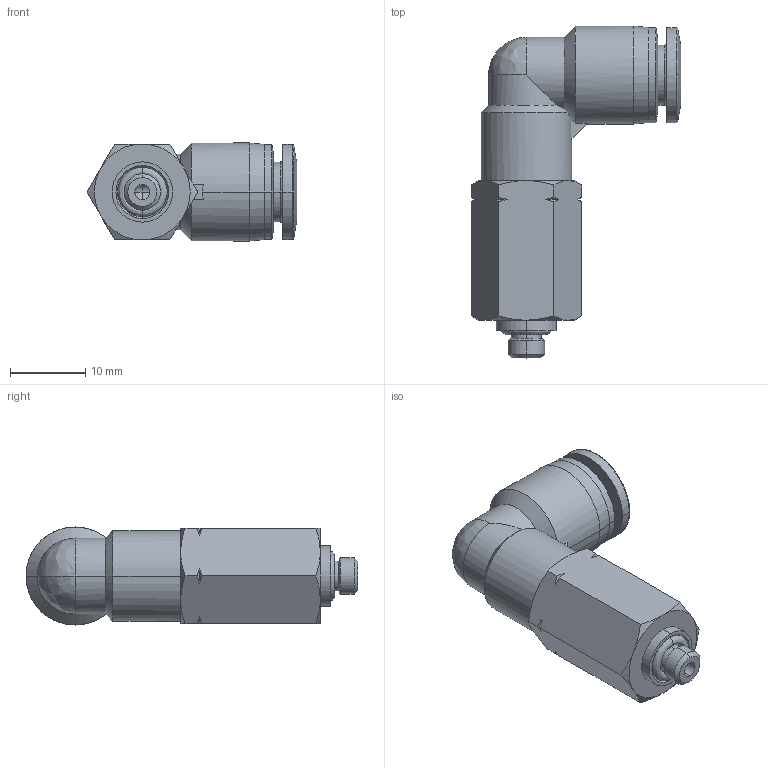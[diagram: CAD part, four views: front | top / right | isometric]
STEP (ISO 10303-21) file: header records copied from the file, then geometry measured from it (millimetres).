
FILE_DESCRIPTION (( 'STEP AP214' ), '1' );
FILE_NAME ('MEL14-10N.step', '2016-02-24T20:42:33', ( '' ), ( '' ), 'SwSTEP 2.0', 'SolidWorks 2015', '' );
FILE_SCHEMA (( 'AUTOMOTIVE_DESIGN' ));
Length unit declared in the file: inch
Products named in the file (1): MEL14-10N
Bounding box: 27.83 x 44 x 13 mm (x, y, z)
Volume: 5656.8 mm3; surface area: 3247.1 mm2
Topology: 2 solids, 2 shells, 103 faces, 245 edges, 147 vertices
Faces by surface type: cone 41, cylinder 28, plane 18, bspline 14, torus 2
Entity records: 3334 total; most frequent: CARTESIAN_POINT 1020, ORIENTED_EDGE 482, DIRECTION 471, EDGE_CURVE 241, AXIS2_PLACEMENT_3D 206, VERTEX_POINT 147, CIRCLE 116, EDGE_LOOP 112
